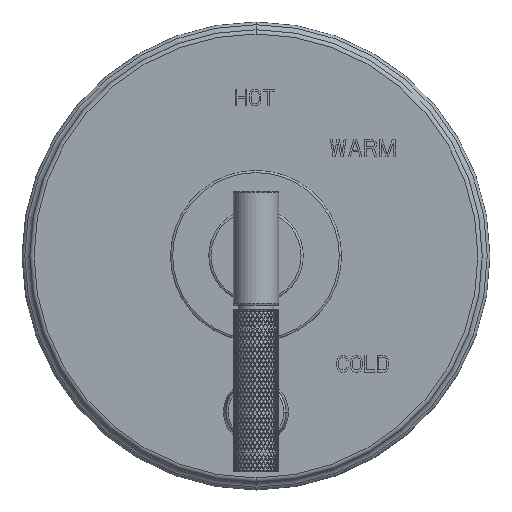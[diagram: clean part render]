
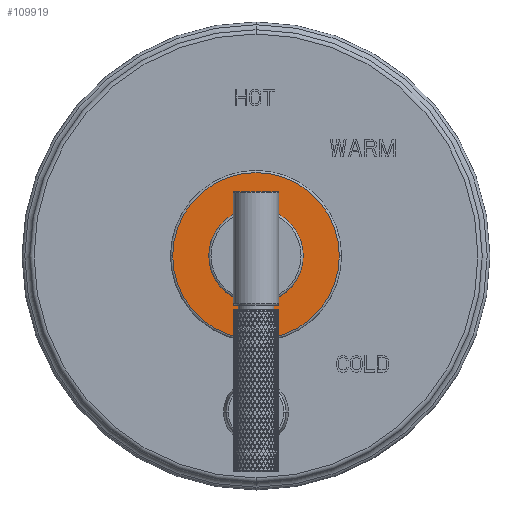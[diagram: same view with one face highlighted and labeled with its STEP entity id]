
A CAD part, top view. The second image highlights one B-rep face of the part: STEP entity #109919.
In plain terms, the highlighted planar face has unit normal (0, 0, 1).
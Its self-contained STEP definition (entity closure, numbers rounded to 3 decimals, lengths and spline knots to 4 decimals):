
#3297=CARTESIAN_POINT('',(0.,0.,0.688));
#3298=DIRECTION('',(0.,0.,1.));
#3299=DIRECTION('',(1.,0.,0.));
#3300=AXIS2_PLACEMENT_3D('',#3297,#3298,#3299);
#3302=CARTESIAN_POINT('',(0.,0.,0.688));
#3303=DIRECTION('',(0.,0.,1.));
#3304=DIRECTION('',(-1.,0.,0.));
#3305=AXIS2_PLACEMENT_3D('',#3302,#3303,#3304);
#3312=CARTESIAN_POINT('',(0.,0.,0.688));
#3313=DIRECTION('',(0.,0.,-1.));
#3314=DIRECTION('',(0.,-1.,0.));
#3315=AXIS2_PLACEMENT_3D('',#3312,#3313,#3314);
#3317=CARTESIAN_POINT('',(0.,0.,0.688));
#3318=DIRECTION('',(0.,0.,-1.));
#3319=DIRECTION('',(0.,1.,0.));
#3320=AXIS2_PLACEMENT_3D('',#3317,#3318,#3319);
#105017=CARTESIAN_POINT('',(1.1575,0.,0.688));
#105018=CARTESIAN_POINT('',(-1.1575,0.,0.688));
#105019=VERTEX_POINT('',#105017);
#105020=VERTEX_POINT('',#105018);
#105025=CARTESIAN_POINT('',(0.,-0.625,0.688));
#105026=CARTESIAN_POINT('',(0.,0.625,0.688));
#105027=VERTEX_POINT('',#105025);
#105028=VERTEX_POINT('',#105026);
#109903=CARTESIAN_POINT('',(0.,0.,0.688));
#109904=DIRECTION('',(0.,0.,-1.));
#109905=DIRECTION('',(1.,0.,0.));
#109906=AXIS2_PLACEMENT_3D('',#109903,#109904,#109905);
#109907=PLANE('',#109906);
#109909=ORIENTED_EDGE('',*,*,#109908,.F.);
#109910=ORIENTED_EDGE('',*,*,#109893,.F.);
#109911=EDGE_LOOP('',(#109909,#109910));
#109912=FACE_OUTER_BOUND('',#109911,.F.);
#109914=ORIENTED_EDGE('',*,*,#109913,.F.);
#109916=ORIENTED_EDGE('',*,*,#109915,.F.);
#109917=EDGE_LOOP('',(#109914,#109916));
#109918=FACE_BOUND('',#109917,.F.);
#109919=ADVANCED_FACE('',(#109912,#109918),#109907,.F.);
#3301=CIRCLE('',#3300,1.1575);
#3306=CIRCLE('',#3305,1.1575);
#3316=CIRCLE('',#3315,0.625);
#3321=CIRCLE('',#3320,0.625);
#109893=EDGE_CURVE('',#105020,#105019,#3306,.T.);
#109908=EDGE_CURVE('',#105019,#105020,#3301,.T.);
#109913=EDGE_CURVE('',#105027,#105028,#3316,.T.);
#109915=EDGE_CURVE('',#105028,#105027,#3321,.T.);
